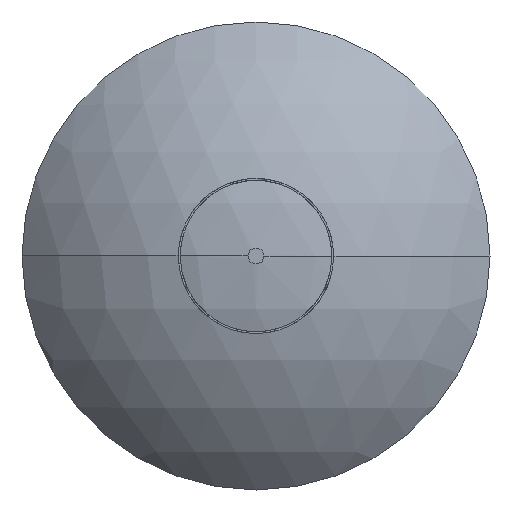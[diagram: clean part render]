
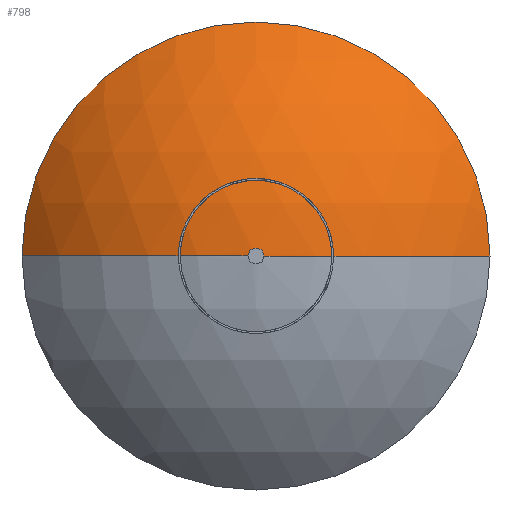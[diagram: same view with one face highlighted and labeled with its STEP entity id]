
A CAD part, front view. The second image highlights one B-rep face of the part: STEP entity #798.
In plain terms, the highlighted spherical face has radius 534.444 mm.
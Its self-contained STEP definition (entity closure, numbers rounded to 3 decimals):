
#138 = CARTESIAN_POINT ( 'NONE',  ( 0., 534.444, 0. ) ) ;
#228 = DIRECTION ( 'NONE',  ( 0., 0., 1. ) ) ;
#267 = AXIS2_PLACEMENT_3D ( 'NONE', #2142, #1183, #1551 ) ;
#297 = DIRECTION ( 'NONE',  ( 1., 0., 0. ) ) ;
#304 = DIRECTION ( 'NONE',  ( 0., 0., -1. ) ) ;
#314 = VERTEX_POINT ( 'NONE', #1437 ) ;
#384 = DIRECTION ( 'NONE',  ( 0., 0., -1. ) ) ;
#427 = AXIS2_PLACEMENT_3D ( 'NONE', #2569, #974, #1768 ) ;
#471 = CARTESIAN_POINT ( 'NONE',  ( 0., 180., 0. ) ) ;
#501 = EDGE_CURVE ( 'NONE', #1190, #1700, #1782, .T. ) ;
#566 = EDGE_CURVE ( 'NONE', #2258, #1064, #641, .T. ) ;
#597 = CARTESIAN_POINT ( 'NONE',  ( 0., 534.444, 0. ) ) ;
#606 = CIRCLE ( 'NONE', #648, 534.444 ) ;
#641 = CIRCLE ( 'NONE', #427, 13.5 ) ;
#648 = AXIS2_PLACEMENT_3D ( 'NONE', #597, #384, #1970 ) ;
#675 = CARTESIAN_POINT ( 'NONE',  ( 13.5, 0.171, 0. ) ) ;
#711 = ORIENTED_EDGE ( 'NONE', *, *, #2042, .T. ) ;
#798 = ADVANCED_FACE ( 'NONE', ( #2137 ), #1350, .T. ) ;
#911 = ORIENTED_EDGE ( 'NONE', *, *, #566, .T. ) ;
#974 = DIRECTION ( 'NONE',  ( 0., 1., 0. ) ) ;
#993 = DIRECTION ( 'NONE',  ( 0., 1., 0. ) ) ;
#1027 = CIRCLE ( 'NONE', #1657, 534.444 ) ;
#1050 = DIRECTION ( 'NONE',  ( 1., 0., 0. ) ) ;
#1064 = VERTEX_POINT ( 'NONE', #675 ) ;
#1095 = ORIENTED_EDGE ( 'NONE', *, *, #1586, .T. ) ;
#1183 = DIRECTION ( 'NONE',  ( 0., -1., 0. ) ) ;
#1190 = VERTEX_POINT ( 'NONE', #1533 ) ;
#1198 = CIRCLE ( 'NONE', #1532, 13.5 ) ;
#1270 = DIRECTION ( 'NONE',  ( 0., 0., 1. ) ) ;
#1320 = CARTESIAN_POINT ( 'NONE',  ( -13.5, 0.171, 0. ) ) ;
#1350 = SPHERICAL_SURFACE ( 'NONE', #1609, 534.444 ) ;
#1402 = CIRCLE ( 'NONE', #267, 400. ) ;
#1437 = CARTESIAN_POINT ( 'NONE',  ( 400., 180., 0. ) ) ;
#1532 = AXIS2_PLACEMENT_3D ( 'NONE', #2564, #993, #2360 ) ;
#1533 = CARTESIAN_POINT ( 'NONE',  ( 0., 180., 400. ) ) ;
#1545 = CARTESIAN_POINT ( 'NONE',  ( -400., 180., 0. ) ) ;
#1551 = DIRECTION ( 'NONE',  ( 0., 0., -1. ) ) ;
#1575 = AXIS2_PLACEMENT_3D ( 'NONE', #471, #2098, #304 ) ;
#1586 = EDGE_CURVE ( 'NONE', #314, #1190, #1402, .T. ) ;
#1609 = AXIS2_PLACEMENT_3D ( 'NONE', #138, #228, #1050 ) ;
#1657 = AXIS2_PLACEMENT_3D ( 'NONE', #1732, #1270, #297 ) ;
#1685 = EDGE_LOOP ( 'NONE', ( #1095, #2186, #2467, #711, #911, #1726 ) ) ;
#1700 = VERTEX_POINT ( 'NONE', #1545 ) ;
#1726 = ORIENTED_EDGE ( 'NONE', *, *, #2405, .F. ) ;
#1732 = CARTESIAN_POINT ( 'NONE',  ( 0., 534.444, 0. ) ) ;
#1768 = DIRECTION ( 'NONE',  ( 0., 0., 1. ) ) ;
#1779 = VERTEX_POINT ( 'NONE', #1320 ) ;
#1782 = CIRCLE ( 'NONE', #1575, 400. ) ;
#1970 = DIRECTION ( 'NONE',  ( -1., 0., 0. ) ) ;
#2042 = EDGE_CURVE ( 'NONE', #1779, #2258, #1198, .T. ) ;
#2098 = DIRECTION ( 'NONE',  ( 0., -1., 0. ) ) ;
#2137 = FACE_OUTER_BOUND ( 'NONE', #1685, .T. ) ;
#2142 = CARTESIAN_POINT ( 'NONE',  ( 0., 180., 0. ) ) ;
#2186 = ORIENTED_EDGE ( 'NONE', *, *, #501, .T. ) ;
#2258 = VERTEX_POINT ( 'NONE', #2284 ) ;
#2284 = CARTESIAN_POINT ( 'NONE',  ( 0., 0.171, 13.5 ) ) ;
#2360 = DIRECTION ( 'NONE',  ( 0., 0., 1. ) ) ;
#2405 = EDGE_CURVE ( 'NONE', #314, #1064, #606, .T. ) ;
#2467 = ORIENTED_EDGE ( 'NONE', *, *, #2528, .T. ) ;
#2528 = EDGE_CURVE ( 'NONE', #1700, #1779, #1027, .T. ) ;
#2564 = CARTESIAN_POINT ( 'NONE',  ( 0., 0.171, 0. ) ) ;
#2569 = CARTESIAN_POINT ( 'NONE',  ( 0., 0.171, 0. ) ) ;
